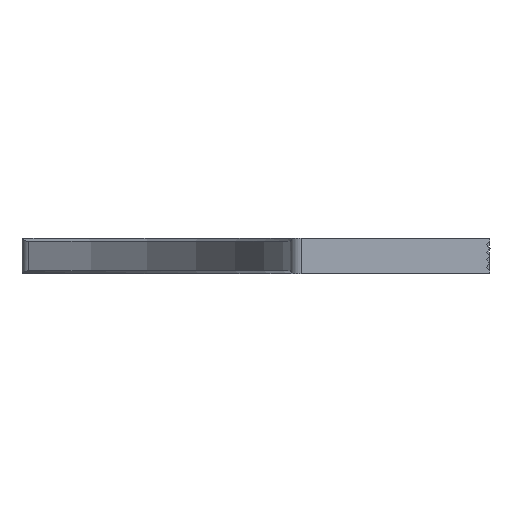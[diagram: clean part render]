
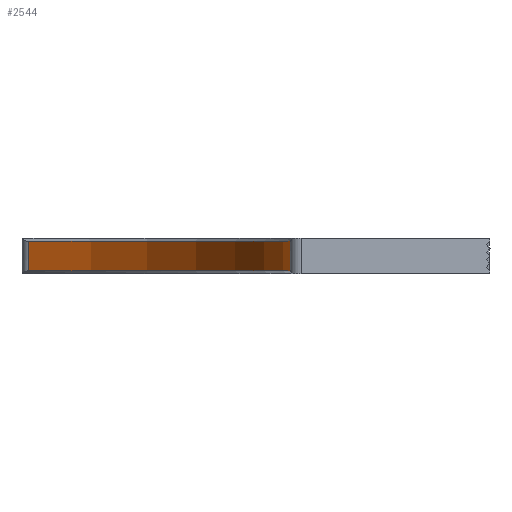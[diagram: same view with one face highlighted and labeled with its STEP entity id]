
A CAD part, front view. The second image highlights one B-rep face of the part: STEP entity #2544.
In plain terms, the highlighted cylindrical face has radius 127.102 mm (diameter 254.203 mm), a partial arc.
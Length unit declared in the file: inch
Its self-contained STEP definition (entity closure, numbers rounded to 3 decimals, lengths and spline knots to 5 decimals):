
#21 = CIRCLE ( 'NONE', #4358, 5.004 ) ;
#201 = CARTESIAN_POINT ( 'NONE',  ( 0., 0., -0.3434 ) ) ;
#257 = CARTESIAN_POINT ( 'NONE',  ( 5.00251, 0.12195, -0.3744 ) ) ;
#332 = VERTEX_POINT ( 'NONE', #4001 ) ;
#555 = CIRCLE ( 'NONE', #1278, 5.004 ) ;
#571 = AXIS2_PLACEMENT_3D ( 'NONE', #1868, #4953, #3596 ) ;
#1132 = DIRECTION ( 'NONE',  ( 1., 0., 0. ) ) ;
#1278 = AXIS2_PLACEMENT_3D ( 'NONE', #4055, #4111, #1132 ) ;
#1296 = EDGE_CURVE ( 'NONE', #4369, #5458, #3239, .T. ) ;
#1478 = FACE_OUTER_BOUND ( 'NONE', #2372, .T. ) ;
#1723 = EDGE_CURVE ( 'NONE', #332, #4369, #555, .T. ) ;
#1793 = DIRECTION ( 'NONE',  ( 0., 0., 1. ) ) ;
#1868 = CARTESIAN_POINT ( 'NONE',  ( 0., 0., -0.3744 ) ) ;
#1934 = DIRECTION ( 'NONE',  ( 0., 0., -1. ) ) ;
#2179 = ORIENTED_EDGE ( 'NONE', *, *, #2859, .T. ) ;
#2263 = CARTESIAN_POINT ( 'NONE',  ( 2.22468, 4.48228, -0.031 ) ) ;
#2372 = EDGE_LOOP ( 'NONE', ( #5141, #2179, #4083, #4583 ) ) ;
#2544 = ADVANCED_FACE ( 'NONE', ( #1478 ), #3654, .F. ) ;
#2851 = DIRECTION ( 'NONE',  ( 0., 0., -1. ) ) ;
#2859 = EDGE_CURVE ( 'NONE', #4390, #332, #4826, .T. ) ;
#3239 = LINE ( 'NONE', #4167, #5350 ) ;
#3468 = VECTOR ( 'NONE', #1793, 39.37008 ) ;
#3596 = DIRECTION ( 'NONE',  ( 1., 0., 0. ) ) ;
#3654 = CYLINDRICAL_SURFACE ( 'NONE', #571, 5.004 ) ;
#3928 = CARTESIAN_POINT ( 'NONE',  ( 2.22468, 4.48228, -0.3434 ) ) ;
#4001 = CARTESIAN_POINT ( 'NONE',  ( 5.00251, 0.12195, -0.031 ) ) ;
#4055 = CARTESIAN_POINT ( 'NONE',  ( 0., 0., -0.031 ) ) ;
#4083 = ORIENTED_EDGE ( 'NONE', *, *, #1723, .T. ) ;
#4111 = DIRECTION ( 'NONE',  ( 0., 0., 1. ) ) ;
#4167 = CARTESIAN_POINT ( 'NONE',  ( 2.22468, 4.48228, -0.3744 ) ) ;
#4298 = EDGE_CURVE ( 'NONE', #5458, #4390, #21, .T. ) ;
#4358 = AXIS2_PLACEMENT_3D ( 'NONE', #201, #1934, #5020 ) ;
#4369 = VERTEX_POINT ( 'NONE', #2263 ) ;
#4390 = VERTEX_POINT ( 'NONE', #4861 ) ;
#4583 = ORIENTED_EDGE ( 'NONE', *, *, #1296, .T. ) ;
#4826 = LINE ( 'NONE', #257, #3468 ) ;
#4861 = CARTESIAN_POINT ( 'NONE',  ( 5.00251, 0.12195, -0.3434 ) ) ;
#4953 = DIRECTION ( 'NONE',  ( 0., 0., 1. ) ) ;
#5020 = DIRECTION ( 'NONE',  ( 1., 0., 0. ) ) ;
#5141 = ORIENTED_EDGE ( 'NONE', *, *, #4298, .T. ) ;
#5350 = VECTOR ( 'NONE', #2851, 39.37008 ) ;
#5458 = VERTEX_POINT ( 'NONE', #3928 ) ;
